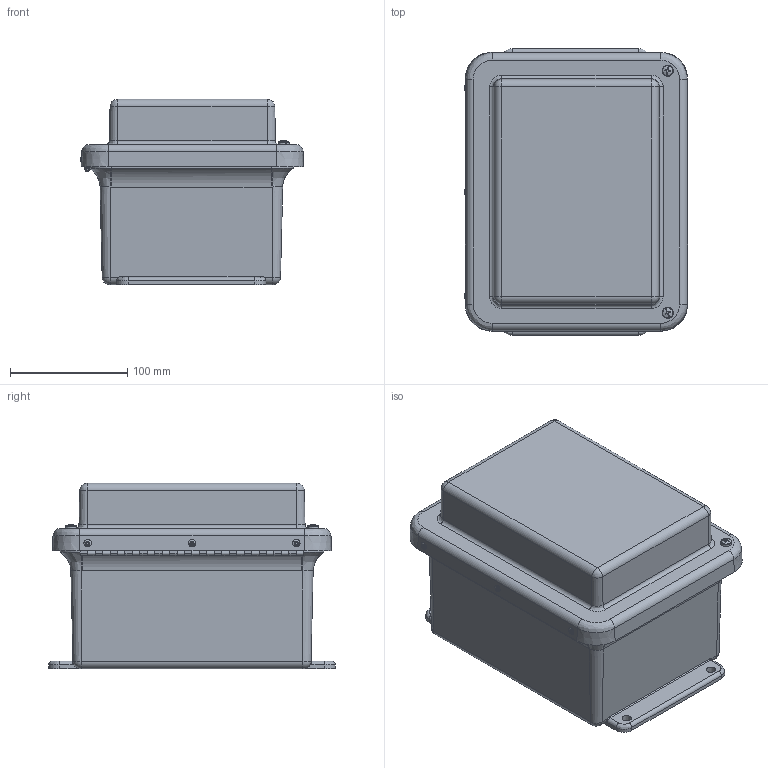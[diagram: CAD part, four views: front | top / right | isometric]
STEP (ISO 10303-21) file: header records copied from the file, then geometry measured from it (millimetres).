
FILE_DESCRIPTION (( 'STEP AP214' ), '1' );
FILE_NAME ('MR806HW.STEP', '2018-11-06T22:47:05', ( '' ), ( '' ), 'SwSTEP 2.0', 'SolidWorks 2018', '' );
FILE_SCHEMA (( 'AUTOMOTIVE_DESIGN' ));
Length unit declared in the file: inch
Products named in the file (1): MR806HW
Bounding box: 190.3 x 244.47 x 157.85 mm (x, y, z)
Volume: 792872.2 mm3; surface area: 435436.7 mm2
Topology: 19 solids, 19 shells, 763 faces, 1884 edges, 1183 vertices
Faces by surface type: cylinder 281, plane 252, cone 138, bspline 80, torus 12
Full cylindrical faces by diameter (mm): 2.159 x31, 3.175 x5, 3.327 x6, 3.556 x6, 3.683 x2, 3.861 x5, 3.962 x7, 3.967 x40, 4.826 x40, 5.537 x4, 6.35 x5, 6.858 x6
Entity records: 34220 total; most frequent: CARTESIAN_POINT 7707, DIRECTION 3314, ORIENTED_EDGE 3070, EDGE_CURVE 1535, AXIS2_PLACEMENT_3D 1320, EDGE_LOOP 1146, VERTEX_POINT 1089, FACE_OUTER_BOUND 920
